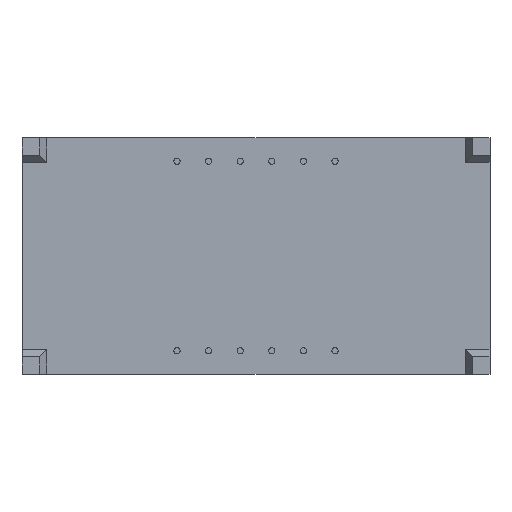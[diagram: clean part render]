
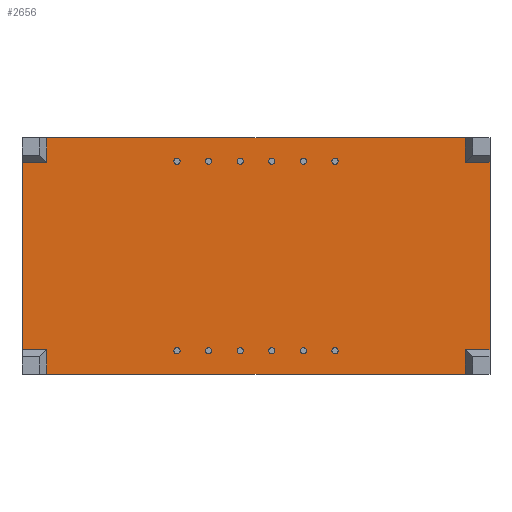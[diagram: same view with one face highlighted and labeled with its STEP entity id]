
A CAD part, front view. The second image highlights one B-rep face of the part: STEP entity #2656.
In plain terms, the highlighted planar face has unit normal (0, -1, 0).
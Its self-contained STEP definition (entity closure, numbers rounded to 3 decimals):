
#126 = VECTOR ( 'NONE', #8745, 1000. ) ;
#305 = CARTESIAN_POINT ( 'NONE',  ( -16.823, 1., -9.5 ) ) ;
#342 = DIRECTION ( 'NONE',  ( 0., 0., 1. ) ) ;
#380 = VECTOR ( 'NONE', #5604, 1000. ) ;
#560 = VERTEX_POINT ( 'NONE', #10935 ) ;
#602 = CARTESIAN_POINT ( 'NONE',  ( 16.823, 1., -7.523 ) ) ;
#722 = ORIENTED_EDGE ( 'NONE', *, *, #7954, .F. ) ;
#803 = CARTESIAN_POINT ( 'NONE',  ( -16.823, 1., 9.5 ) ) ;
#917 = DIRECTION ( 'NONE',  ( 1., 0., 0. ) ) ;
#1208 = PLANE ( 'NONE',  #3052 ) ;
#1913 = DIRECTION ( 'NONE',  ( 0., 0., 1. ) ) ;
#2055 = DIRECTION ( 'NONE',  ( 1., 0., 0. ) ) ;
#2146 = CARTESIAN_POINT ( 'NONE',  ( -16.823, 1., 7.523 ) ) ;
#2218 = ORIENTED_EDGE ( 'NONE', *, *, #9858, .F. ) ;
#2229 = LINE ( 'NONE', #10331, #9542 ) ;
#2334 = VECTOR ( 'NONE', #11537, 1000. ) ;
#2443 = EDGE_LOOP ( 'NONE', ( #9635, #7895, #10545, #7205, #4010, #2218, #3146, #722, #3027, #7233, #8693, #5178 ) ) ;
#2455 = LINE ( 'NONE', #803, #10477 ) ;
#2486 = LINE ( 'NONE', #11438, #126 ) ;
#2605 = VERTEX_POINT ( 'NONE', #3750 ) ;
#2656 = ADVANCED_FACE ( 'NONE', ( #11550 ), #1208, .T. ) ;
#2736 = EDGE_CURVE ( 'NONE', #7841, #5109, #7749, .T. ) ;
#2803 = CARTESIAN_POINT ( 'NONE',  ( -18.8, 1., -7.523 ) ) ;
#2987 = EDGE_CURVE ( 'NONE', #2605, #9463, #6906, .T. ) ;
#3027 = ORIENTED_EDGE ( 'NONE', *, *, #5829, .F. ) ;
#3052 = AXIS2_PLACEMENT_3D ( 'NONE', #6690, #5715, #2055 ) ;
#3146 = ORIENTED_EDGE ( 'NONE', *, *, #10607, .F. ) ;
#3410 = CARTESIAN_POINT ( 'NONE',  ( -16.823, 1., 9.5 ) ) ;
#3445 = VERTEX_POINT ( 'NONE', #5943 ) ;
#3750 = CARTESIAN_POINT ( 'NONE',  ( 16.823, 1., -9.5 ) ) ;
#3894 = DIRECTION ( 'NONE',  ( 1., 0., 0. ) ) ;
#4010 = ORIENTED_EDGE ( 'NONE', *, *, #2736, .T. ) ;
#4012 = DIRECTION ( 'NONE',  ( 0., 0., 1. ) ) ;
#4048 = CARTESIAN_POINT ( 'NONE',  ( -18.8, 1., -7.523 ) ) ;
#4116 = CARTESIAN_POINT ( 'NONE',  ( -16.823, 1., -9.5 ) ) ;
#4485 = VERTEX_POINT ( 'NONE', #4116 ) ;
#4529 = DIRECTION ( 'NONE',  ( 1., 0., 0. ) ) ;
#4583 = VECTOR ( 'NONE', #917, 1000. ) ;
#4628 = CARTESIAN_POINT ( 'NONE',  ( 16.823, 1., 9.5 ) ) ;
#4839 = LINE ( 'NONE', #6183, #2334 ) ;
#4843 = VERTEX_POINT ( 'NONE', #2146 ) ;
#4856 = EDGE_CURVE ( 'NONE', #4485, #2605, #2486, .T. ) ;
#5109 = VERTEX_POINT ( 'NONE', #4628 ) ;
#5178 = ORIENTED_EDGE ( 'NONE', *, *, #4856, .T. ) ;
#5407 = VECTOR ( 'NONE', #4012, 1000. ) ;
#5604 = DIRECTION ( 'NONE',  ( 0., 0., 1. ) ) ;
#5715 = DIRECTION ( 'NONE',  ( 0., -1., 0. ) ) ;
#5829 = EDGE_CURVE ( 'NONE', #10235, #560, #8066, .T. ) ;
#5898 = VECTOR ( 'NONE', #6780, 1000. ) ;
#5943 = CARTESIAN_POINT ( 'NONE',  ( -16.823, 1., -7.523 ) ) ;
#6162 = LINE ( 'NONE', #4048, #6294 ) ;
#6169 = CARTESIAN_POINT ( 'NONE',  ( 18.8, 1., -7.523 ) ) ;
#6183 = CARTESIAN_POINT ( 'NONE',  ( -18.8, 1., 7.523 ) ) ;
#6184 = LINE ( 'NONE', #11254, #5898 ) ;
#6294 = VECTOR ( 'NONE', #3894, 1000. ) ;
#6572 = VERTEX_POINT ( 'NONE', #3410 ) ;
#6597 = VERTEX_POINT ( 'NONE', #6169 ) ;
#6690 = CARTESIAN_POINT ( 'NONE',  ( -16.823, 1., -9.5 ) ) ;
#6780 = DIRECTION ( 'NONE',  ( 1., 0., 0. ) ) ;
#6825 = LINE ( 'NONE', #2803, #4583 ) ;
#6906 = LINE ( 'NONE', #7032, #10638 ) ;
#7028 = VERTEX_POINT ( 'NONE', #10931 ) ;
#7032 = CARTESIAN_POINT ( 'NONE',  ( 16.823, 1., -9.5 ) ) ;
#7205 = ORIENTED_EDGE ( 'NONE', *, *, #10048, .F. ) ;
#7233 = ORIENTED_EDGE ( 'NONE', *, *, #8620, .T. ) ;
#7378 = CARTESIAN_POINT ( 'NONE',  ( 16.823, 1., 7.523 ) ) ;
#7749 = LINE ( 'NONE', #9315, #7905 ) ;
#7841 = VERTEX_POINT ( 'NONE', #7378 ) ;
#7895 = ORIENTED_EDGE ( 'NONE', *, *, #9945, .T. ) ;
#7905 = VECTOR ( 'NONE', #342, 1000. ) ;
#7954 = EDGE_CURVE ( 'NONE', #560, #4843, #6184, .T. ) ;
#8066 = LINE ( 'NONE', #10912, #5407 ) ;
#8226 = CARTESIAN_POINT ( 'NONE',  ( -16.823, 1., -9.5 ) ) ;
#8241 = EDGE_CURVE ( 'NONE', #6597, #7028, #2229, .T. ) ;
#8525 = DIRECTION ( 'NONE',  ( 0., 0., 1. ) ) ;
#8620 = EDGE_CURVE ( 'NONE', #10235, #3445, #6162, .T. ) ;
#8693 = ORIENTED_EDGE ( 'NONE', *, *, #9294, .F. ) ;
#8745 = DIRECTION ( 'NONE',  ( 1., 0., 0. ) ) ;
#8802 = LINE ( 'NONE', #305, #380 ) ;
#9058 = LINE ( 'NONE', #8226, #11142 ) ;
#9294 = EDGE_CURVE ( 'NONE', #4485, #3445, #8802, .T. ) ;
#9315 = CARTESIAN_POINT ( 'NONE',  ( 16.823, 1., -9.5 ) ) ;
#9463 = VERTEX_POINT ( 'NONE', #602 ) ;
#9542 = VECTOR ( 'NONE', #8525, 1000. ) ;
#9635 = ORIENTED_EDGE ( 'NONE', *, *, #2987, .T. ) ;
#9755 = DIRECTION ( 'NONE',  ( 0., 0., 1. ) ) ;
#9858 = EDGE_CURVE ( 'NONE', #6572, #5109, #2455, .T. ) ;
#9945 = EDGE_CURVE ( 'NONE', #9463, #6597, #6825, .T. ) ;
#10048 = EDGE_CURVE ( 'NONE', #7841, #7028, #4839, .T. ) ;
#10235 = VERTEX_POINT ( 'NONE', #11279 ) ;
#10331 = CARTESIAN_POINT ( 'NONE',  ( 18.8, 1., -9.5 ) ) ;
#10477 = VECTOR ( 'NONE', #4529, 1000. ) ;
#10545 = ORIENTED_EDGE ( 'NONE', *, *, #8241, .T. ) ;
#10607 = EDGE_CURVE ( 'NONE', #4843, #6572, #9058, .T. ) ;
#10638 = VECTOR ( 'NONE', #9755, 1000. ) ;
#10912 = CARTESIAN_POINT ( 'NONE',  ( -18.8, 1., 7.523 ) ) ;
#10931 = CARTESIAN_POINT ( 'NONE',  ( 18.8, 1., 7.523 ) ) ;
#10935 = CARTESIAN_POINT ( 'NONE',  ( -18.8, 1., 7.523 ) ) ;
#11142 = VECTOR ( 'NONE', #1913, 1000. ) ;
#11254 = CARTESIAN_POINT ( 'NONE',  ( -18.8, 1., 7.523 ) ) ;
#11279 = CARTESIAN_POINT ( 'NONE',  ( -18.8, 1., -7.523 ) ) ;
#11438 = CARTESIAN_POINT ( 'NONE',  ( -16.823, 1., -9.5 ) ) ;
#11537 = DIRECTION ( 'NONE',  ( 1., 0., 0. ) ) ;
#11550 = FACE_OUTER_BOUND ( 'NONE', #2443, .T. ) ;
